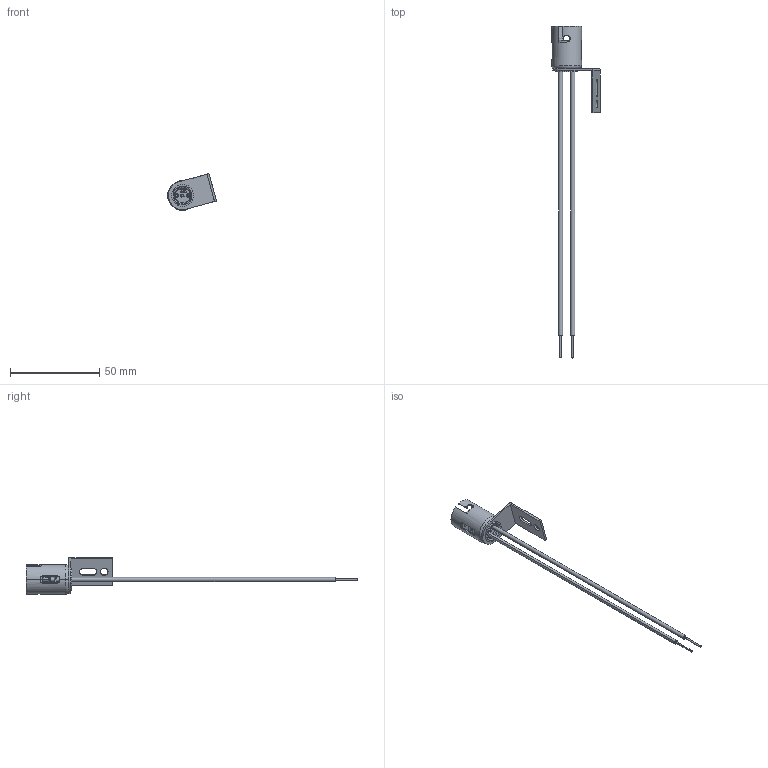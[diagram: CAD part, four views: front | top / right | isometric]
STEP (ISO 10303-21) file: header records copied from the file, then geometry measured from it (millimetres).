
FILE_DESCRIPTION (( 'STEP AP214' ), '1' );
FILE_NAME ('12-272_Series.STEP', '2018-10-10T21:09:47', ( 'user' ), ( 'Microsoft' ), 'SwSTEP 2.0', 'SolidWorks 2018', '' );
FILE_SCHEMA (( 'AUTOMOTIVE_DESIGN' ));
Length unit declared in the file: foot
Products named in the file (7): 12-272_Series; 97004XXXXXX_P103339_PT#12-272; 5800XXXXXX_P107652_5800280808; 83001115XX_Crimp; 7601950008 - Wire 18-11C Black_6.5"; 84005210xx; 80000116xx
Assembly tree (8 placements, depth 2):
  12-272_Series
    80000116xx
    84005210xx  x2
    7601950008 - Wire 18-11C Black_6.5"  x2
    83001115XX_Crimp
    5800XXXXXX_P107652_5800280808
    97004XXXXXX_P103339_PT#12-272
Bounding box: 27.38 x 186.36 x 20.6 mm (x, y, z)
Volume: 3205.5 mm3; surface area: 7636.5 mm2
Topology: 8 solids, 8 shells, 453 faces, 1207 edges, 796 vertices
Faces by surface type: plane 269, bspline 108, cylinder 54, torus 18, cone 4
Entity records: 21500 total; most frequent: CARTESIAN_POINT 10844, ORIENTED_EDGE 2326, DIRECTION 1751, EDGE_CURVE 1163, VERTEX_POINT 772, LINE 767, VECTOR 767, AXIS2_PLACEMENT_3D 492
